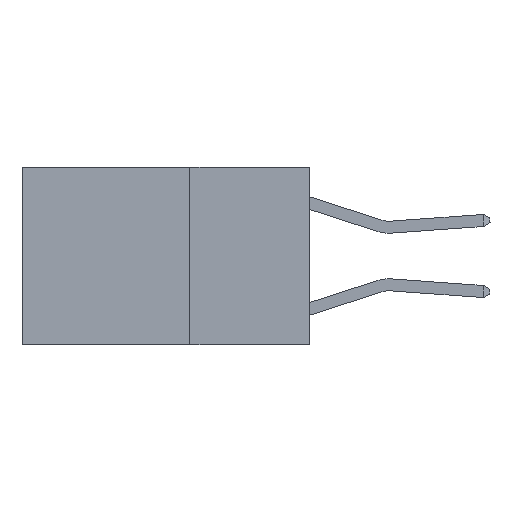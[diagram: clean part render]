
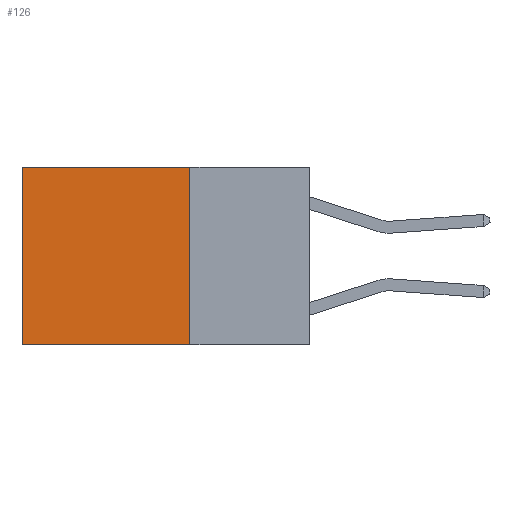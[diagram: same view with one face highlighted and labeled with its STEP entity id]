
A CAD part, left-side view. The second image highlights one B-rep face of the part: STEP entity #126.
In plain terms, the highlighted planar face has unit normal (-1, 0, 0).
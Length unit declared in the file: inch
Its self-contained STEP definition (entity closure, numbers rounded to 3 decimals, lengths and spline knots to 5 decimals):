
#56 = VECTOR ( 'NONE', #7368, 39.37008 ) ;
#126 = ADVANCED_FACE ( 'NONE', ( #5614 ), #8032, .F. ) ;
#154 = VERTEX_POINT ( 'NONE', #2249 ) ;
#357 = EDGE_CURVE ( 'NONE', #4884, #154, #1110, .T. ) ;
#690 = DIRECTION ( 'NONE',  ( 0., 0., -1. ) ) ;
#702 = CARTESIAN_POINT ( 'NONE',  ( 0.2625, 0.25, 0. ) ) ;
#938 = EDGE_CURVE ( 'NONE', #4884, #3563, #4088, .T. ) ;
#1110 = LINE ( 'NONE', #1374, #5367 ) ;
#1374 = CARTESIAN_POINT ( 'NONE',  ( 0.2625, 0.25, 0. ) ) ;
#1421 = CARTESIAN_POINT ( 'NONE',  ( 0.2625, 0.25, -0.37 ) ) ;
#1701 = CARTESIAN_POINT ( 'NONE',  ( 0.2625, 0.25, 0. ) ) ;
#1808 = LINE ( 'NONE', #4110, #56 ) ;
#2178 = LINE ( 'NONE', #1421, #5619 ) ;
#2249 = CARTESIAN_POINT ( 'NONE',  ( 0.2625, 0.6, 0. ) ) ;
#2456 = ORIENTED_EDGE ( 'NONE', *, *, #357, .T. ) ;
#2458 = CARTESIAN_POINT ( 'NONE',  ( 0.2625, 0.25, -0.37 ) ) ;
#3563 = VERTEX_POINT ( 'NONE', #2458 ) ;
#3964 = EDGE_CURVE ( 'NONE', #3563, #9626, #2178, .T. ) ;
#4088 = LINE ( 'NONE', #702, #5646 ) ;
#4100 = ORIENTED_EDGE ( 'NONE', *, *, #3964, .F. ) ;
#4110 = CARTESIAN_POINT ( 'NONE',  ( 0.2625, 0.6, 0. ) ) ;
#4204 = AXIS2_PLACEMENT_3D ( 'NONE', #7123, #10385, #690 ) ;
#4884 = VERTEX_POINT ( 'NONE', #1701 ) ;
#5367 = VECTOR ( 'NONE', #6294, 39.37008 ) ;
#5508 = ORIENTED_EDGE ( 'NONE', *, *, #6851, .T. ) ;
#5614 = FACE_OUTER_BOUND ( 'NONE', #5931, .T. ) ;
#5619 = VECTOR ( 'NONE', #9613, 39.37008 ) ;
#5646 = VECTOR ( 'NONE', #10400, 39.37008 ) ;
#5931 = EDGE_LOOP ( 'NONE', ( #5508, #4100, #8001, #2456 ) ) ;
#6294 = DIRECTION ( 'NONE',  ( 0., 1., 0. ) ) ;
#6851 = EDGE_CURVE ( 'NONE', #154, #9626, #1808, .T. ) ;
#7123 = CARTESIAN_POINT ( 'NONE',  ( 0.2625, 0.25, 0. ) ) ;
#7368 = DIRECTION ( 'NONE',  ( 0., 0., -1. ) ) ;
#7943 = CARTESIAN_POINT ( 'NONE',  ( 0.2625, 0.6, -0.37 ) ) ;
#8001 = ORIENTED_EDGE ( 'NONE', *, *, #938, .F. ) ;
#8032 = PLANE ( 'NONE',  #4204 ) ;
#9613 = DIRECTION ( 'NONE',  ( 0., 1., 0. ) ) ;
#9626 = VERTEX_POINT ( 'NONE', #7943 ) ;
#10385 = DIRECTION ( 'NONE',  ( 1., 0., 0. ) ) ;
#10400 = DIRECTION ( 'NONE',  ( 0., 0., -1. ) ) ;
